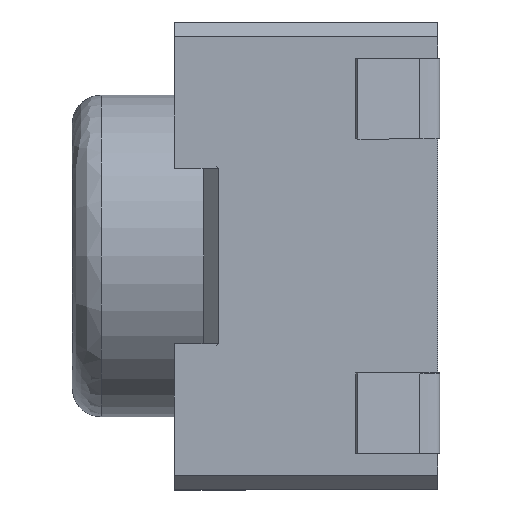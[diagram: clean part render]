
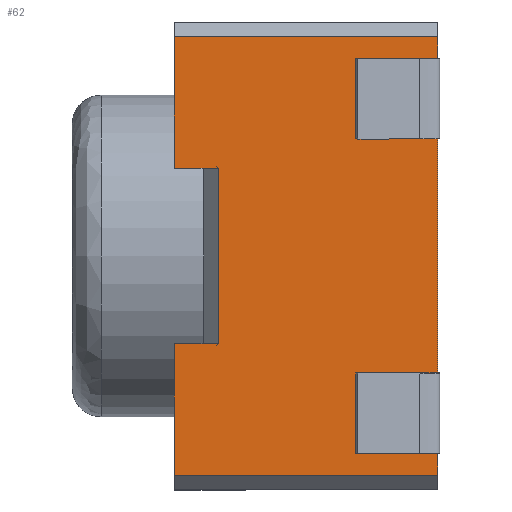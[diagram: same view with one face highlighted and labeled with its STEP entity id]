
A CAD part, left-side view. The second image highlights one B-rep face of the part: STEP entity #62.
In plain terms, the highlighted planar face has unit normal (-1, 0, 0).
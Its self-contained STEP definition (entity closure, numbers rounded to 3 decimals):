
#2 = CARTESIAN_POINT ( 'NONE',  ( -2.1, 1.8, 1.5 ) ) ;
#8 = CARTESIAN_POINT ( 'NONE',  ( -2.1, 0., -1.6 ) ) ;
#32 = CARTESIAN_POINT ( 'NONE',  ( -2.1, 0.06, 1.35 ) ) ;
#37 = CARTESIAN_POINT ( 'NONE',  ( -2.1, 0., 0.8 ) ) ;
#62 = ADVANCED_FACE ( 'NONE', ( #839 ), #413, .F. ) ;
#80 = VERTEX_POINT ( 'NONE', #913 ) ;
#84 = CARTESIAN_POINT ( 'NONE',  ( -2.1, 0., 0.8 ) ) ;
#101 = LINE ( 'NONE', #37, #1108 ) ;
#145 = DIRECTION ( 'NONE',  ( 0., 0., -1. ) ) ;
#179 = LINE ( 'NONE', #2446, #1262 ) ;
#197 = DIRECTION ( 'NONE',  ( 0., 1., 0. ) ) ;
#208 = CARTESIAN_POINT ( 'NONE',  ( -2.1, 1.8, 1.1 ) ) ;
#226 = CARTESIAN_POINT ( 'NONE',  ( -2.1, 0., -1.6 ) ) ;
#238 = EDGE_CURVE ( 'NONE', #1888, #794, #890, .T. ) ;
#266 = ORIENTED_EDGE ( 'NONE', *, *, #2001, .F. ) ;
#296 = EDGE_CURVE ( 'NONE', #2296, #80, #2258, .T. ) ;
#309 = CARTESIAN_POINT ( 'NONE',  ( -2.1, 0., -1.5 ) ) ;
#310 = ORIENTED_EDGE ( 'NONE', *, *, #1508, .F. ) ;
#329 = CARTESIAN_POINT ( 'NONE',  ( -2.1, 0., 1.35 ) ) ;
#356 = CARTESIAN_POINT ( 'NONE',  ( -2.1, 1.8, -0.6 ) ) ;
#406 = CARTESIAN_POINT ( 'NONE',  ( -2.1, 0., -1.5 ) ) ;
#409 = VECTOR ( 'NONE', #2260, 1000. ) ;
#413 = PLANE ( 'NONE',  #1266 ) ;
#433 = CARTESIAN_POINT ( 'NONE',  ( -2.1, 0., 1.5 ) ) ;
#434 = DIRECTION ( 'NONE',  ( 0., 0., -1. ) ) ;
#454 = EDGE_CURVE ( 'NONE', #80, #1276, #2764, .T. ) ;
#482 = DIRECTION ( 'NONE',  ( 1., 0., 0. ) ) ;
#497 = VECTOR ( 'NONE', #2792, 1000. ) ;
#504 = VECTOR ( 'NONE', #576, 1000. ) ;
#513 = LINE ( 'NONE', #2342, #409 ) ;
#515 = EDGE_CURVE ( 'NONE', #692, #2545, #1883, .T. ) ;
#559 = VERTEX_POINT ( 'NONE', #2100 ) ;
#576 = DIRECTION ( 'NONE',  ( 0., 1., 0. ) ) ;
#585 = VECTOR ( 'NONE', #2858, 1000. ) ;
#595 = EDGE_CURVE ( 'NONE', #1226, #643, #101, .T. ) ;
#608 = DIRECTION ( 'NONE',  ( 0., 0., 1. ) ) ;
#643 = VERTEX_POINT ( 'NONE', #84 ) ;
#652 = ORIENTED_EDGE ( 'NONE', *, *, #454, .F. ) ;
#692 = VERTEX_POINT ( 'NONE', #356 ) ;
#694 = VECTOR ( 'NONE', #1760, 1000. ) ;
#734 = VECTOR ( 'NONE', #1535, 1000. ) ;
#776 = CARTESIAN_POINT ( 'NONE',  ( -2.1, 0., 0.6 ) ) ;
#794 = VERTEX_POINT ( 'NONE', #2505 ) ;
#832 = ORIENTED_EDGE ( 'NONE', *, *, #238, .F. ) ;
#839 = FACE_OUTER_BOUND ( 'NONE', #1405, .T. ) ;
#869 = LINE ( 'NONE', #1110, #2804 ) ;
#890 = LINE ( 'NONE', #1560, #1104 ) ;
#913 = CARTESIAN_POINT ( 'NONE',  ( -2.1, 0.06, -0.8 ) ) ;
#946 = ORIENTED_EDGE ( 'NONE', *, *, #595, .F. ) ;
#992 = CARTESIAN_POINT ( 'NONE',  ( -2.1, 1.6, -0.6 ) ) ;
#1011 = VERTEX_POINT ( 'NONE', #2668 ) ;
#1016 = VECTOR ( 'NONE', #434, 1000. ) ;
#1084 = CARTESIAN_POINT ( 'NONE',  ( -2.1, 0., -0.8 ) ) ;
#1104 = VECTOR ( 'NONE', #1816, 1000. ) ;
#1108 = VECTOR ( 'NONE', #2344, 1000. ) ;
#1110 = CARTESIAN_POINT ( 'NONE',  ( -2.1, 1.5, -1.6 ) ) ;
#1163 = ORIENTED_EDGE ( 'NONE', *, *, #1702, .F. ) ;
#1226 = VERTEX_POINT ( 'NONE', #2363 ) ;
#1233 = CARTESIAN_POINT ( 'NONE',  ( -2.1, 1.8, -1.6 ) ) ;
#1244 = VECTOR ( 'NONE', #2315, 1000. ) ;
#1262 = VECTOR ( 'NONE', #145, 1000. ) ;
#1266 = AXIS2_PLACEMENT_3D ( 'NONE', #8, #482, #1306 ) ;
#1276 = VERTEX_POINT ( 'NONE', #2639 ) ;
#1306 = DIRECTION ( 'NONE',  ( 0., 0., -1. ) ) ;
#1399 = VERTEX_POINT ( 'NONE', #2840 ) ;
#1405 = EDGE_LOOP ( 'NONE', ( #652, #2333, #2091, #946, #1586, #1467, #832, #266, #2085, #1642, #1163, #2055, #1429, #2076, #2212, #310 ) ) ;
#1410 = EDGE_CURVE ( 'NONE', #794, #2102, #2135, .T. ) ;
#1429 = ORIENTED_EDGE ( 'NONE', *, *, #1662, .F. ) ;
#1467 = ORIENTED_EDGE ( 'NONE', *, *, #1410, .F. ) ;
#1491 = VECTOR ( 'NONE', #1944, 1000. ) ;
#1508 = EDGE_CURVE ( 'NONE', #1276, #2187, #513, .T. ) ;
#1535 = DIRECTION ( 'NONE',  ( 0., -1., 0. ) ) ;
#1552 = LINE ( 'NONE', #433, #734 ) ;
#1560 = CARTESIAN_POINT ( 'NONE',  ( -2.1, 0., -1.6 ) ) ;
#1582 = LINE ( 'NONE', #226, #1016 ) ;
#1586 = ORIENTED_EDGE ( 'NONE', *, *, #2478, .F. ) ;
#1640 = CARTESIAN_POINT ( 'NONE',  ( -2.1, 0., -1.35 ) ) ;
#1642 = ORIENTED_EDGE ( 'NONE', *, *, #1644, .F. ) ;
#1644 = EDGE_CURVE ( 'NONE', #1399, #1011, #2179, .T. ) ;
#1656 = CARTESIAN_POINT ( 'NONE',  ( -2.1, 0., 1.5 ) ) ;
#1662 = EDGE_CURVE ( 'NONE', #559, #692, #2662, .T. ) ;
#1702 = EDGE_CURVE ( 'NONE', #2545, #1399, #869, .T. ) ;
#1760 = DIRECTION ( 'NONE',  ( 0., 0., 1. ) ) ;
#1816 = DIRECTION ( 'NONE',  ( 0., 0., -1. ) ) ;
#1883 = LINE ( 'NONE', #992, #497 ) ;
#1888 = VERTEX_POINT ( 'NONE', #1656 ) ;
#1935 = VECTOR ( 'NONE', #608, 1000. ) ;
#1944 = DIRECTION ( 'NONE',  ( 0., 0., -1. ) ) ;
#2001 = EDGE_CURVE ( 'NONE', #2779, #1888, #1552, .T. ) ;
#2008 = EDGE_CURVE ( 'NONE', #2405, #559, #2490, .T. ) ;
#2011 = LINE ( 'NONE', #208, #694 ) ;
#2048 = DIRECTION ( 'NONE',  ( 0., 1., 0. ) ) ;
#2055 = ORIENTED_EDGE ( 'NONE', *, *, #515, .F. ) ;
#2073 = CARTESIAN_POINT ( 'NONE',  ( -2.1, 0.06, -1.6 ) ) ;
#2076 = ORIENTED_EDGE ( 'NONE', *, *, #2008, .F. ) ;
#2085 = ORIENTED_EDGE ( 'NONE', *, *, #2768, .F. ) ;
#2091 = ORIENTED_EDGE ( 'NONE', *, *, #2723, .F. ) ;
#2100 = CARTESIAN_POINT ( 'NONE',  ( -2.1, 1.8, -1.5 ) ) ;
#2102 = VERTEX_POINT ( 'NONE', #32 ) ;
#2135 = LINE ( 'NONE', #329, #585 ) ;
#2179 = LINE ( 'NONE', #776, #504 ) ;
#2187 = VERTEX_POINT ( 'NONE', #1640 ) ;
#2208 = VECTOR ( 'NONE', #197, 1000. ) ;
#2212 = ORIENTED_EDGE ( 'NONE', *, *, #2854, .F. ) ;
#2258 = LINE ( 'NONE', #1084, #2208 ) ;
#2260 = DIRECTION ( 'NONE',  ( 0., -1., 0. ) ) ;
#2296 = VERTEX_POINT ( 'NONE', #2331 ) ;
#2315 = DIRECTION ( 'NONE',  ( 0., 0., -1. ) ) ;
#2331 = CARTESIAN_POINT ( 'NONE',  ( -2.1, 0., -0.8 ) ) ;
#2333 = ORIENTED_EDGE ( 'NONE', *, *, #296, .F. ) ;
#2342 = CARTESIAN_POINT ( 'NONE',  ( -2.1, 0., -1.35 ) ) ;
#2344 = DIRECTION ( 'NONE',  ( 0., -1., 0. ) ) ;
#2363 = CARTESIAN_POINT ( 'NONE',  ( -2.1, 0.06, 0.8 ) ) ;
#2405 = VERTEX_POINT ( 'NONE', #309 ) ;
#2446 = CARTESIAN_POINT ( 'NONE',  ( -2.1, 0.06, 1.35 ) ) ;
#2477 = DIRECTION ( 'NONE',  ( 0., 0., 1. ) ) ;
#2478 = EDGE_CURVE ( 'NONE', #2102, #1226, #179, .T. ) ;
#2490 = LINE ( 'NONE', #406, #2707 ) ;
#2505 = CARTESIAN_POINT ( 'NONE',  ( -2.1, 0., 1.35 ) ) ;
#2545 = VERTEX_POINT ( 'NONE', #2727 ) ;
#2632 = CARTESIAN_POINT ( 'NONE',  ( -2.1, 0., -1.6 ) ) ;
#2639 = CARTESIAN_POINT ( 'NONE',  ( -2.1, 0.06, -1.35 ) ) ;
#2661 = LINE ( 'NONE', #2632, #1491 ) ;
#2662 = LINE ( 'NONE', #1233, #1935 ) ;
#2668 = CARTESIAN_POINT ( 'NONE',  ( -2.1, 1.8, 0.6 ) ) ;
#2707 = VECTOR ( 'NONE', #2048, 1000. ) ;
#2723 = EDGE_CURVE ( 'NONE', #643, #2296, #2661, .T. ) ;
#2727 = CARTESIAN_POINT ( 'NONE',  ( -2.1, 1.5, -0.6 ) ) ;
#2764 = LINE ( 'NONE', #2073, #1244 ) ;
#2768 = EDGE_CURVE ( 'NONE', #1011, #2779, #2011, .T. ) ;
#2779 = VERTEX_POINT ( 'NONE', #2 ) ;
#2792 = DIRECTION ( 'NONE',  ( 0., -1., 0. ) ) ;
#2804 = VECTOR ( 'NONE', #2477, 1000. ) ;
#2840 = CARTESIAN_POINT ( 'NONE',  ( -2.1, 1.5, 0.6 ) ) ;
#2854 = EDGE_CURVE ( 'NONE', #2187, #2405, #1582, .T. ) ;
#2858 = DIRECTION ( 'NONE',  ( 0., 1., 0. ) ) ;
